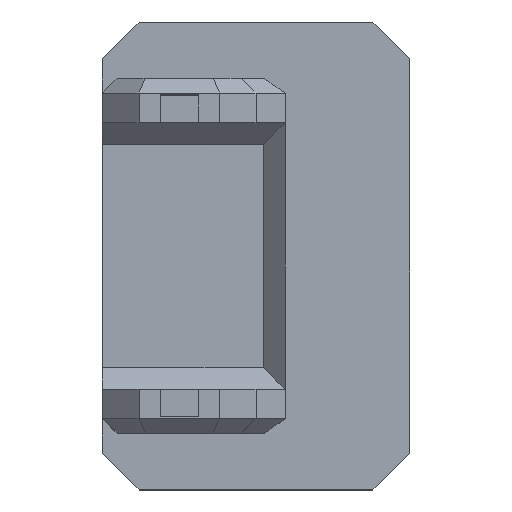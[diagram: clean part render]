
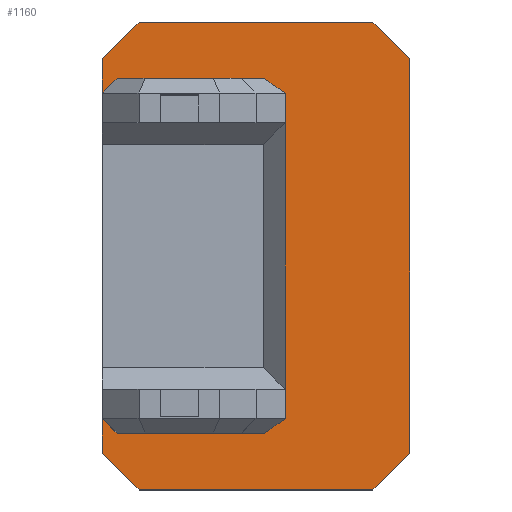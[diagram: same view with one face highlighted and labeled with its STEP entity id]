
A CAD part, top view. The second image highlights one B-rep face of the part: STEP entity #1160.
In plain terms, the highlighted planar face has unit normal (0, 0, 1).
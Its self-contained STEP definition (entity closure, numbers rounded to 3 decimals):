
#78=FACE_OUTER_BOUND('',#144,.T.);
#144=EDGE_LOOP('',(#882,#883,#884,#885,#886,#887,#888,#889,#890,#891,#892,
#893,#894,#895,#896,#897,#898,#899));
#186=LINE('',#1612,#332);
#189=LINE('',#1618,#335);
#192=LINE('',#1624,#338);
#203=LINE('',#1648,#349);
#211=LINE('',#1675,#357);
#216=LINE('',#1682,#362);
#222=LINE('',#1693,#368);
#246=LINE('',#1758,#392);
#253=LINE('',#1771,#399);
#254=LINE('',#1773,#400);
#255=LINE('',#1775,#401);
#256=LINE('',#1777,#402);
#257=LINE('',#1779,#403);
#258=LINE('',#1781,#404);
#259=LINE('',#1783,#405);
#260=LINE('',#1785,#406);
#261=LINE('',#1787,#407);
#262=LINE('',#1788,#408);
#332=VECTOR('',#1298,1.);
#335=VECTOR('',#1303,1.);
#338=VECTOR('',#1308,1.);
#349=VECTOR('',#1323,1.);
#357=VECTOR('',#1345,1.);
#362=VECTOR('',#1352,1.);
#368=VECTOR('',#1368,10.);
#392=VECTOR('',#1430,1.);
#399=VECTOR('',#1443,1.);
#400=VECTOR('',#1444,1.);
#401=VECTOR('',#1445,1.);
#402=VECTOR('',#1446,1.);
#403=VECTOR('',#1447,1.);
#404=VECTOR('',#1448,1.);
#405=VECTOR('',#1449,1.);
#406=VECTOR('',#1450,1.);
#407=VECTOR('',#1451,1.);
#408=VECTOR('',#1452,1.);
#476=VERTEX_POINT('',#1606);
#478=VERTEX_POINT('',#1610);
#480=VERTEX_POINT('',#1615);
#482=VERTEX_POINT('',#1621);
#488=VERTEX_POINT('',#1636);
#493=VERTEX_POINT('',#1646);
#504=VERTEX_POINT('',#1673);
#505=VERTEX_POINT('',#1674);
#506=VERTEX_POINT('',#1680);
#528=VERTEX_POINT('',#1756);
#532=VERTEX_POINT('',#1772);
#533=VERTEX_POINT('',#1774);
#534=VERTEX_POINT('',#1776);
#535=VERTEX_POINT('',#1778);
#536=VERTEX_POINT('',#1780);
#537=VERTEX_POINT('',#1782);
#538=VERTEX_POINT('',#1784);
#539=VERTEX_POINT('',#1786);
#584=EDGE_CURVE('',#476,#478,#186,.T.);
#587=EDGE_CURVE('',#480,#476,#189,.T.);
#590=EDGE_CURVE('',#482,#480,#192,.T.);
#601=EDGE_CURVE('',#488,#493,#203,.T.);
#613=EDGE_CURVE('',#504,#505,#211,.T.);
#618=EDGE_CURVE('',#506,#493,#216,.F.);
#624=EDGE_CURVE('',#488,#505,#222,.F.);
#656=EDGE_CURVE('',#528,#478,#246,.F.);
#663=EDGE_CURVE('',#482,#506,#253,.T.);
#664=EDGE_CURVE('',#532,#528,#254,.T.);
#665=EDGE_CURVE('',#533,#532,#255,.T.);
#666=EDGE_CURVE('',#534,#533,#256,.T.);
#667=EDGE_CURVE('',#534,#535,#257,.F.);
#668=EDGE_CURVE('',#535,#536,#258,.T.);
#669=EDGE_CURVE('',#537,#536,#259,.T.);
#670=EDGE_CURVE('',#537,#538,#260,.F.);
#671=EDGE_CURVE('',#539,#538,#261,.F.);
#672=EDGE_CURVE('',#504,#539,#262,.T.);
#882=ORIENTED_EDGE('',*,*,#613,.T.);
#883=ORIENTED_EDGE('',*,*,#624,.F.);
#884=ORIENTED_EDGE('',*,*,#601,.T.);
#885=ORIENTED_EDGE('',*,*,#618,.F.);
#886=ORIENTED_EDGE('',*,*,#663,.F.);
#887=ORIENTED_EDGE('',*,*,#590,.T.);
#888=ORIENTED_EDGE('',*,*,#587,.T.);
#889=ORIENTED_EDGE('',*,*,#584,.T.);
#890=ORIENTED_EDGE('',*,*,#656,.F.);
#891=ORIENTED_EDGE('',*,*,#664,.F.);
#892=ORIENTED_EDGE('',*,*,#665,.F.);
#893=ORIENTED_EDGE('',*,*,#666,.F.);
#894=ORIENTED_EDGE('',*,*,#667,.T.);
#895=ORIENTED_EDGE('',*,*,#668,.T.);
#896=ORIENTED_EDGE('',*,*,#669,.F.);
#897=ORIENTED_EDGE('',*,*,#670,.T.);
#898=ORIENTED_EDGE('',*,*,#671,.F.);
#899=ORIENTED_EDGE('',*,*,#672,.F.);
#1102=PLANE('',#1248);
#1160=ADVANCED_FACE('',(#78),#1102,.T.);
#1248=AXIS2_PLACEMENT_3D('',#1770,#1441,#1442);
#1298=DIRECTION('',(0.707,0.707,0.));
#1303=DIRECTION('',(1.,0.,0.));
#1308=DIRECTION('',(0.707,-0.707,0.));
#1323=DIRECTION('',(-1.,0.,0.));
#1345=DIRECTION('',(0.,-1.,0.));
#1352=DIRECTION('',(-0.707,0.707,0.));
#1368=DIRECTION('',(-0.816,-0.577,0.));
#1430=DIRECTION('',(0.,1.,0.));
#1441=DIRECTION('center_axis',(0.,0.,1.));
#1442=DIRECTION('ref_axis',(-0.884,0.467,0.));
#1443=DIRECTION('',(0.,1.,0.));
#1444=DIRECTION('',(0.707,-0.707,0.));
#1445=DIRECTION('',(1.,0.,0.));
#1446=DIRECTION('',(0.707,0.707,0.));
#1447=DIRECTION('',(0.,1.,0.));
#1448=DIRECTION('',(0.707,0.707,0.));
#1449=DIRECTION('',(-1.,0.,0.));
#1450=DIRECTION('',(-0.816,0.577,0.));
#1451=DIRECTION('',(0.,-1.,0.));
#1452=DIRECTION('',(0.,1.,0.));
#1606=CARTESIAN_POINT('',(52.,-32.,-84.));
#1610=CARTESIAN_POINT('',(57.,-27.,-84.));
#1612=CARTESIAN_POINT('',(54.5,-29.5,-84.));
#1615=CARTESIAN_POINT('',(20.,-32.,-84.));
#1618=CARTESIAN_POINT('',(36.,-32.,-84.));
#1621=CARTESIAN_POINT('',(15.,-27.,-84.));
#1624=CARTESIAN_POINT('',(17.5,-29.5,-84.));
#1636=CARTESIAN_POINT('',(37.172,-24.25,-84.));
#1646=CARTESIAN_POINT('',(17.,-24.25,-84.));
#1648=CARTESIAN_POINT('',(27.086,-24.25,-84.));
#1673=CARTESIAN_POINT('',(40.,-18.25,-84.));
#1674=CARTESIAN_POINT('',(40.,-22.25,-84.));
#1675=CARTESIAN_POINT('',(40.,-20.25,-84.));
#1680=CARTESIAN_POINT('',(15.,-22.25,-84.));
#1682=CARTESIAN_POINT('',(16.,-23.25,-84.));
#1693=CARTESIAN_POINT('',(40.,-22.25,-84.));
#1756=CARTESIAN_POINT('',(57.,27.,-84.));
#1758=CARTESIAN_POINT('',(57.,0.,-84.));
#1770=CARTESIAN_POINT('Origin',(40.,-18.25,-84.));
#1771=CARTESIAN_POINT('',(15.,-24.625,-84.));
#1772=CARTESIAN_POINT('',(52.,32.,-84.));
#1773=CARTESIAN_POINT('',(54.5,29.5,-84.));
#1774=CARTESIAN_POINT('',(20.,32.,-84.));
#1775=CARTESIAN_POINT('',(36.,32.,-84.));
#1776=CARTESIAN_POINT('',(15.,27.,-84.));
#1777=CARTESIAN_POINT('',(17.5,29.5,-84.));
#1778=CARTESIAN_POINT('',(15.,22.25,-84.));
#1779=CARTESIAN_POINT('',(15.,24.625,-84.));
#1780=CARTESIAN_POINT('',(17.,24.25,-84.));
#1781=CARTESIAN_POINT('',(16.,23.25,-84.));
#1782=CARTESIAN_POINT('',(37.172,24.25,-84.));
#1783=CARTESIAN_POINT('',(27.086,24.25,-84.));
#1784=CARTESIAN_POINT('',(40.,22.25,-84.));
#1785=CARTESIAN_POINT('',(38.586,23.25,-84.));
#1786=CARTESIAN_POINT('',(40.,18.25,-84.));
#1787=CARTESIAN_POINT('',(40.,20.25,-84.));
#1788=CARTESIAN_POINT('',(40.,0.,-84.));
